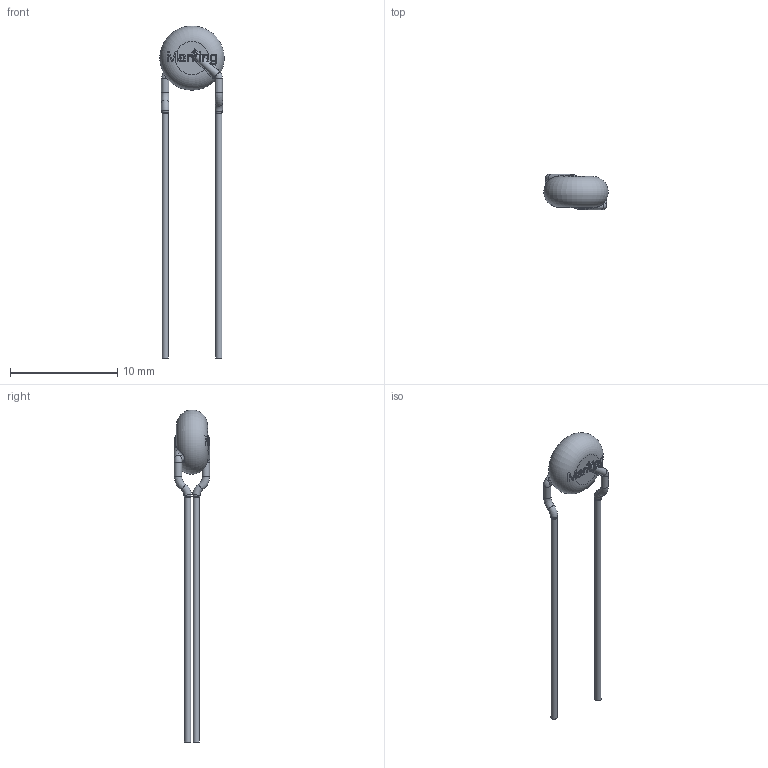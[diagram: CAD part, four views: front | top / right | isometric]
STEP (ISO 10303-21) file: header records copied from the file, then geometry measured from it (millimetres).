
FILE_DESCRIPTION(/* description */ ('Unknown'),/* implementation_level */ '2;1');
FILE_NAME(/* name */ '820551311',/* time_stamp */ '2018-10-05T12:00:59+02:00',/* author */ ('Unknown'),/* organization */ ('Unknown'),/* preprocessor_version */ 'ST-DEVELOPER v16.7',/* originating_system */ 'DEX',/* authorisation */ $);
FILE_SCHEMA (('AUTOMOTIVE_DESIGN {1 0 10303 214 3 1 1}'));
Length unit declared in the file: millimetre
Products named in the file (1): 820551311
Bounding box: 5.99 x 3.3 x 30.99 mm (x, y, z)
Volume: 83.7 mm3; surface area: 192 mm2
Topology: 2 solids, 2 shells, 201 faces, 604 edges, 406 vertices
Faces by surface type: bspline 96, plane 76, cylinder 20, torus 9
Full cylindrical faces by diameter (mm): 0.6 x2, 0.7 x2
Entity records: 13409 total; most frequent: CARTESIAN_POINT 7758, ORIENTED_EDGE 1150, EDGE_CURVE 575, DIRECTION 457, VERTEX_POINT 395, B_SPLINE_CURVE_WITH_KNOTS 383, EDGE_LOOP 218, FACE_BOUND 218
